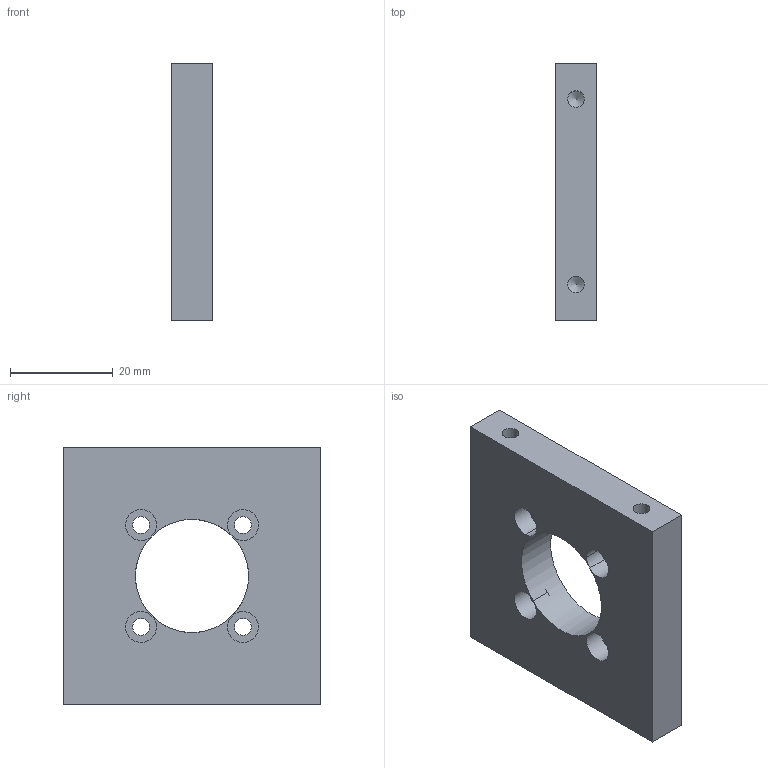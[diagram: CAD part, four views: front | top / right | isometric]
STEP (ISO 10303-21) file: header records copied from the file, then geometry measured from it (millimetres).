
FILE_DESCRIPTION(('FreeCAD Model'),'2;1');
FILE_NAME( 'Metal_part_A.step', '2019-01-03T21:30:00',('Author'),(''), 'Open CASCADE STEP processor 7.1','FreeCAD','Unknown');
FILE_SCHEMA(('AUTOMOTIVE_DESIGN { 1 0 10303 214 1 1 1 1 }'));
Length unit declared in the file: millimetre
Products named in the file (1): Prir
Bounding box: 8 x 50 x 50 mm (x, y, z)
Volume: 16133.2 mm3; surface area: 7079.6 mm2
Topology: 1 solids, 1 shells, 27 faces, 70 edges, 44 vertices
Faces by surface type: cylinder 15, plane 10, cone 2
Full cylindrical faces by diameter (mm): 3.242 x2, 3.3 x4, 22 x1
Entity records: 1817 total; most frequent: CARTESIAN_POINT 384, DIRECTION 280, ORIENTED_EDGE 136, PCURVE 136, DEFINITIONAL_REPRESENTATION 136, LINE 132, VECTOR 132, EDGE_CURVE 68
